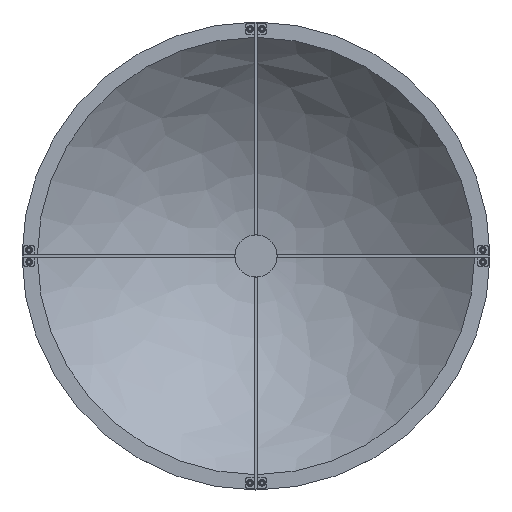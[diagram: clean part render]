
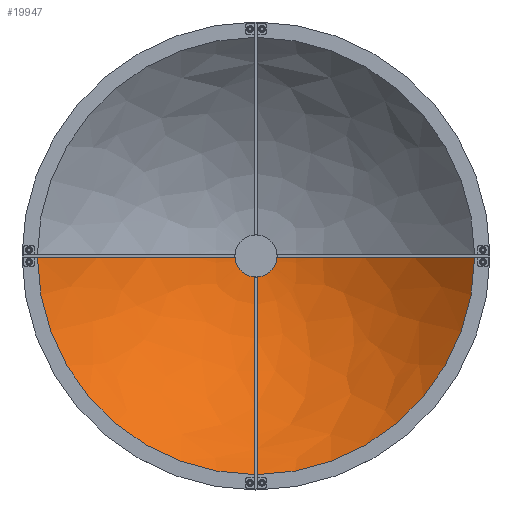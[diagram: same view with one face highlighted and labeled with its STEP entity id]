
A CAD part, top view. The second image highlights one B-rep face of the part: STEP entity #19947.
In plain terms, the highlighted free-form (B-spline) face has degree [3, 3] with [4, 4] control points.
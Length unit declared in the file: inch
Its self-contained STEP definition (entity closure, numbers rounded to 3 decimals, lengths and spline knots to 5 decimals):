
#175 = ORIENTED_EDGE ( 'NONE', *, *, #16130, .F. ) ;
#319 = CARTESIAN_POINT ( 'NONE',  ( 0.0395, -6.00045, 3.13665 ) ) ;
#407 = VERTEX_POINT ( 'NONE', #319 ) ;
#463 = ORIENTED_EDGE ( 'NONE', *, *, #20057, .F. ) ;
#726 = DIRECTION ( 'NONE',  ( -1., 0., 0. ) ) ;
#823 = CARTESIAN_POINT ( 'NONE',  ( 0., 0., 0.00124 ) ) ;
#1174 = EDGE_CURVE ( 'NONE', #12894, #19381, #5823, .T. ) ;
#1263 = CARTESIAN_POINT ( 'NONE',  ( -2.26233, -4.52466, 0.12957 ) ) ;
#1370 = CARTESIAN_POINT ( 'NONE',  ( 4.13137, -8.26274, 1.17471 ) ) ;
#1787 = CARTESIAN_POINT ( 'NONE',  ( 0., 0., 3.13665 ) ) ;
#1871 = ORIENTED_EDGE ( 'NONE', *, *, #1914, .F. ) ;
#1883 = CARTESIAN_POINT ( 'NONE',  ( 0., 0., 3.13665 ) ) ;
#1888 = CIRCLE ( 'NONE', #16498, 6.00058 ) ;
#1914 = EDGE_CURVE ( 'NONE', #407, #10451, #1888, .T. ) ;
#2425 = EDGE_CURVE ( 'NONE', #19381, #6675, #8710, .T. ) ;
#2470 = CARTESIAN_POINT ( 'NONE',  ( -2.26233, 0., 0.12957 ) ) ;
#2792 = AXIS2_PLACEMENT_3D ( 'NONE', #1787, #11283, #18069 ) ;
#3001 = DIRECTION ( 'NONE',  ( -1., 0., 0. ) ) ;
#3178 = CARTESIAN_POINT ( 'NONE',  ( 6.00058, 0., 3.13665 ) ) ;
#3435 = CIRCLE ( 'NONE', #3771, 6.00058 ) ;
#3564 = CARTESIAN_POINT ( 'NONE',  ( -0.0395, -6.00045, 3.13665 ) ) ;
#3771 = AXIS2_PLACEMENT_3D ( 'NONE', #20683, #7464, #10794 ) ;
#4532 = VERTEX_POINT ( 'NONE', #7598 ) ;
#4627 = VERTEX_POINT ( 'NONE', #14411 ) ;
#4802 = CARTESIAN_POINT ( 'NONE',  ( 0., 0., 3.13665 ) ) ;
#4912 = DIRECTION ( 'NONE',  ( 0., 0., -1. ) ) ;
#5076 = AXIS2_PLACEMENT_3D ( 'NONE', #1883, #17958, #8169 ) ;
#5823 = B_SPLINE_CURVE_WITH_KNOTS ( 'NONE', 3,
 ( #15557, #9400, #2470, #9186 ),
 .UNSPECIFIED., .F., .F.,
 ( 4, 4 ),
 ( -6., -0.39346 ),
 .UNSPECIFIED. ) ;
#5862 = ORIENTED_EDGE ( 'NONE', *, *, #10532, .F. ) ;
#6338 = CARTESIAN_POINT ( 'NONE',  ( 0.39346, 0., 0.00124 ) ) ;
#6675 = VERTEX_POINT ( 'NONE', #11479 ) ;
#7464 = DIRECTION ( 'NONE',  ( 0., 0., -1. ) ) ;
#7508 = EDGE_CURVE ( 'NONE', #4532, #7848, #3435, .T. ) ;
#7598 = CARTESIAN_POINT ( 'NONE',  ( 6.00058, 0., 3.13665 ) ) ;
#7739 = CARTESIAN_POINT ( 'NONE',  ( -4.13137, 0., 1.17471 ) ) ;
#7848 = VERTEX_POINT ( 'NONE', #17343 ) ;
#7854 = CARTESIAN_POINT ( 'NONE',  ( -2.26233, 0., 0.12957 ) ) ;
#7966 = CARTESIAN_POINT ( 'NONE',  ( -0.39346, -0.78691, 0.00124 ) ) ;
#8169 = DIRECTION ( 'NONE',  ( -1., 0., 0. ) ) ;
#8313 = CARTESIAN_POINT ( 'NONE',  ( 6.00058, 0., 3.13665 ) ) ;
#8410 = CARTESIAN_POINT ( 'NONE',  ( 4.13137, 0., 1.17471 ) ) ;
#8710 = CIRCLE ( 'NONE', #19935, 0.39346 ) ;
#8953 = EDGE_CURVE ( 'NONE', #4532, #6675, #19874, .T. ) ;
#9186 = CARTESIAN_POINT ( 'NONE',  ( -0.39346, 0., 0.00124 ) ) ;
#9264 = CARTESIAN_POINT ( 'NONE',  ( -0.39346, 0., 0.00124 ) ) ;
#9400 = CARTESIAN_POINT ( 'NONE',  ( -4.13137, 0., 1.17471 ) ) ;
#9717 = ORIENTED_EDGE ( 'NONE', *, *, #1174, .F. ) ;
#10451 = VERTEX_POINT ( 'NONE', #3564 ) ;
#10532 = EDGE_CURVE ( 'NONE', #7848, #407, #18780, .T. ) ;
#10794 = DIRECTION ( 'NONE',  ( -1., 0., 0. ) ) ;
#11283 = DIRECTION ( 'NONE',  ( 0., 0., -1. ) ) ;
#11329 = CARTESIAN_POINT ( 'NONE',  ( 0.39346, 0., 0.00124 ) ) ;
#11479 = CARTESIAN_POINT ( 'NONE',  ( 0.39346, 0., 0.00124 ) ) ;
#12432 = CARTESIAN_POINT ( 'NONE',  ( 0.39346, -0.78691, 0.00124 ) ) ;
#12456 = CARTESIAN_POINT ( 'NONE',  ( -0.39346, 0., 0.00124 ) ) ;
#12730 =( BOUNDED_SURFACE ( )  B_SPLINE_SURFACE ( 3, 3, ( 
 ( #3178, #12850, #15941, #16055 ),
 ( #20866, #1370, #17641, #7739 ),
 ( #20972, #15842, #1263, #7854 ),
 ( #6338, #12432, #7966, #9264 ) ),
 .UNSPECIFIED., .F., .F., .F. ) 
 B_SPLINE_SURFACE_WITH_KNOTS ( ( 4, 4 ),
 ( 4, 4 ),
 ( -6., -0.39346 ),
 ( 0., 1. ),
 .UNSPECIFIED. ) 
 GEOMETRIC_REPRESENTATION_ITEM ( )  RATIONAL_B_SPLINE_SURFACE ( (
 ( 1., 0.333, 0.333, 1.),
 ( 1., 0.333, 0.333, 1.),
 ( 1., 0.333, 0.333, 1.),
 ( 1., 0.333, 0.333, 1.) ) ) 
 REPRESENTATION_ITEM ( '' )  SURFACE ( )  );
#12850 = CARTESIAN_POINT ( 'NONE',  ( 6.00058, -12.00116, 3.13665 ) ) ;
#12894 = VERTEX_POINT ( 'NONE', #13464 ) ;
#12998 = ORIENTED_EDGE ( 'NONE', *, *, #7508, .F. ) ;
#13464 = CARTESIAN_POINT ( 'NONE',  ( -6.00058, 0., 3.13665 ) ) ;
#14411 = CARTESIAN_POINT ( 'NONE',  ( -6.00045, -0.0395, 3.13665 ) ) ;
#14501 = ORIENTED_EDGE ( 'NONE', *, *, #2425, .F. ) ;
#15291 = CIRCLE ( 'NONE', #5076, 6.00058 ) ;
#15557 = CARTESIAN_POINT ( 'NONE',  ( -6.00058, 0., 3.13665 ) ) ;
#15842 = CARTESIAN_POINT ( 'NONE',  ( 2.26233, -4.52466, 0.12957 ) ) ;
#15941 = CARTESIAN_POINT ( 'NONE',  ( -6.00058, -12.00116, 3.13665 ) ) ;
#16055 = CARTESIAN_POINT ( 'NONE',  ( -6.00058, 0., 3.13665 ) ) ;
#16060 = CIRCLE ( 'NONE', #2792, 6.00058 ) ;
#16130 = EDGE_CURVE ( 'NONE', #4627, #12894, #16060, .T. ) ;
#16498 = AXIS2_PLACEMENT_3D ( 'NONE', #4802, #4912, #3001 ) ;
#16694 = DIRECTION ( 'NONE',  ( 0., 0., 1. ) ) ;
#17343 = CARTESIAN_POINT ( 'NONE',  ( 6.00045, -0.0395, 3.13665 ) ) ;
#17641 = CARTESIAN_POINT ( 'NONE',  ( -4.13137, -8.26274, 1.17471 ) ) ;
#17958 = DIRECTION ( 'NONE',  ( 0., 0., -1. ) ) ;
#17991 = CARTESIAN_POINT ( 'NONE',  ( 2.26233, 0., 0.12957 ) ) ;
#18069 = DIRECTION ( 'NONE',  ( -1., 0., 0. ) ) ;
#18102 = AXIS2_PLACEMENT_3D ( 'NONE', #18302, #20006, #726 ) ;
#18302 = CARTESIAN_POINT ( 'NONE',  ( 0., 0., 3.13665 ) ) ;
#18780 = CIRCLE ( 'NONE', #18102, 6.00058 ) ;
#19041 = EDGE_LOOP ( 'NONE', ( #12998, #19445, #14501, #9717, #175, #463, #1871, #5862 ) ) ;
#19240 = FACE_OUTER_BOUND ( 'NONE', #19041, .T. ) ;
#19381 = VERTEX_POINT ( 'NONE', #12456 ) ;
#19445 = ORIENTED_EDGE ( 'NONE', *, *, #8953, .T. ) ;
#19874 = B_SPLINE_CURVE_WITH_KNOTS ( 'NONE', 3,
 ( #8313, #8410, #17991, #11329 ),
 .UNSPECIFIED., .F., .F.,
 ( 4, 4 ),
 ( -6., -0.39346 ),
 .UNSPECIFIED. ) ;
#19935 = AXIS2_PLACEMENT_3D ( 'NONE', #823, #16694, #20302 ) ;
#19947 = ADVANCED_FACE ( 'NONE', ( #19240 ), #12730, .T. ) ;
#20006 = DIRECTION ( 'NONE',  ( 0., 0., -1. ) ) ;
#20057 = EDGE_CURVE ( 'NONE', #10451, #4627, #15291, .T. ) ;
#20302 = DIRECTION ( 'NONE',  ( -1., 0., 0. ) ) ;
#20683 = CARTESIAN_POINT ( 'NONE',  ( 0., 0., 3.13665 ) ) ;
#20866 = CARTESIAN_POINT ( 'NONE',  ( 4.13137, 0., 1.17471 ) ) ;
#20972 = CARTESIAN_POINT ( 'NONE',  ( 2.26233, 0., 0.12957 ) ) ;
